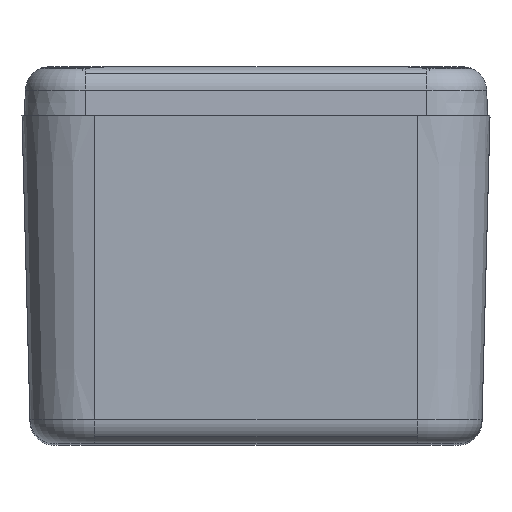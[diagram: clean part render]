
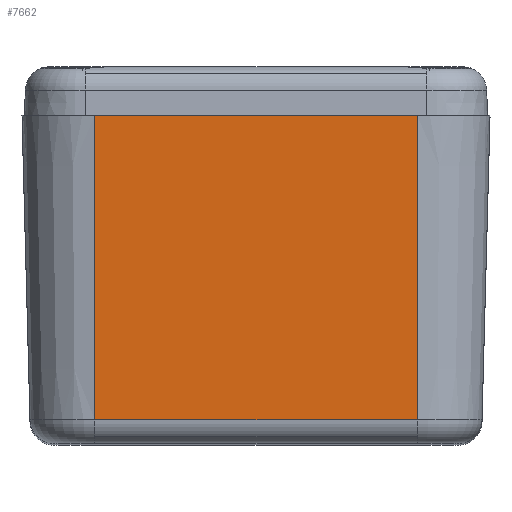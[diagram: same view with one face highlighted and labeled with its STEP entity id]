
A CAD part, top view. The second image highlights one B-rep face of the part: STEP entity #7662.
In plain terms, the highlighted face is planar.
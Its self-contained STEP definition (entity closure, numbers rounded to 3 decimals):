
#171 = EDGE_CURVE ( 'NONE', #14470, #19603, #19232, .T. ) ;
#407 = CARTESIAN_POINT ( 'NONE',  ( -45.644, -25.052, -13.25 ) ) ;
#501 = ORIENTED_EDGE ( 'NONE', *, *, #23993, .F. ) ;
#1483 = FACE_OUTER_BOUND ( 'NONE', #29575, .T. ) ;
#2136 = CARTESIAN_POINT ( 'NONE',  ( -46.3, 0., 13.25 ) ) ;
#2230 = LINE ( 'NONE', #20924, #32843 ) ;
#2535 = DIRECTION ( 'NONE',  ( -0.026, 1., 0. ) ) ;
#3807 = CARTESIAN_POINT ( 'NONE',  ( -45.644, -25.052, 13.25 ) ) ;
#7662 = ADVANCED_FACE ( 'NONE', ( #1483 ), #23238, .T. ) ;
#7911 = DIRECTION ( 'NONE',  ( 0., 0., -1. ) ) ;
#8838 = CARTESIAN_POINT ( 'NONE',  ( -46.3, 0., -13.25 ) ) ;
#9029 = LINE ( 'NONE', #8838, #29164 ) ;
#11777 = VECTOR ( 'NONE', #19038, 1000. ) ;
#12297 = VECTOR ( 'NONE', #16420, 1000. ) ;
#12695 = ORIENTED_EDGE ( 'NONE', *, *, #29092, .F. ) ;
#14470 = VERTEX_POINT ( 'NONE', #16577 ) ;
#16420 = DIRECTION ( 'NONE',  ( 0.026, -1., 0. ) ) ;
#16577 = CARTESIAN_POINT ( 'NONE',  ( -46.3, 0., -13.25 ) ) ;
#19038 = DIRECTION ( 'NONE',  ( 0.026, -1., 0. ) ) ;
#19084 = DIRECTION ( 'NONE',  ( -1., -0.026, 0. ) ) ;
#19232 = LINE ( 'NONE', #19567, #11777 ) ;
#19411 = ORIENTED_EDGE ( 'NONE', *, *, #26150, .F. ) ;
#19567 = CARTESIAN_POINT ( 'NONE',  ( -46.3, 0., -13.25 ) ) ;
#19603 = VERTEX_POINT ( 'NONE', #407 ) ;
#19686 = DIRECTION ( 'NONE',  ( 0., 0., 1. ) ) ;
#20924 = CARTESIAN_POINT ( 'NONE',  ( -45.644, -25.052, -6.625 ) ) ;
#21231 = CARTESIAN_POINT ( 'NONE',  ( -46.3, 0., -13.25 ) ) ;
#23238 = PLANE ( 'NONE',  #26145 ) ;
#23993 = EDGE_CURVE ( 'NONE', #28944, #19603, #2230, .T. ) ;
#26145 = AXIS2_PLACEMENT_3D ( 'NONE', #21231, #19084, #2535 ) ;
#26150 = EDGE_CURVE ( 'NONE', #14470, #30806, #9029, .T. ) ;
#28944 = VERTEX_POINT ( 'NONE', #3807 ) ;
#29092 = EDGE_CURVE ( 'NONE', #30806, #28944, #34756, .T. ) ;
#29164 = VECTOR ( 'NONE', #19686, 1000. ) ;
#29575 = EDGE_LOOP ( 'NONE', ( #501, #12695, #19411, #34396 ) ) ;
#30806 = VERTEX_POINT ( 'NONE', #2136 ) ;
#32604 = CARTESIAN_POINT ( 'NONE',  ( -46.3, 0., 13.25 ) ) ;
#32843 = VECTOR ( 'NONE', #7911, 1000. ) ;
#34396 = ORIENTED_EDGE ( 'NONE', *, *, #171, .T. ) ;
#34756 = LINE ( 'NONE', #32604, #12297 ) ;
